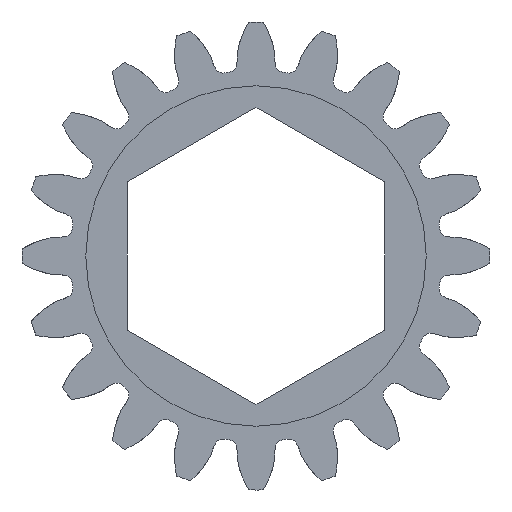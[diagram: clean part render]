
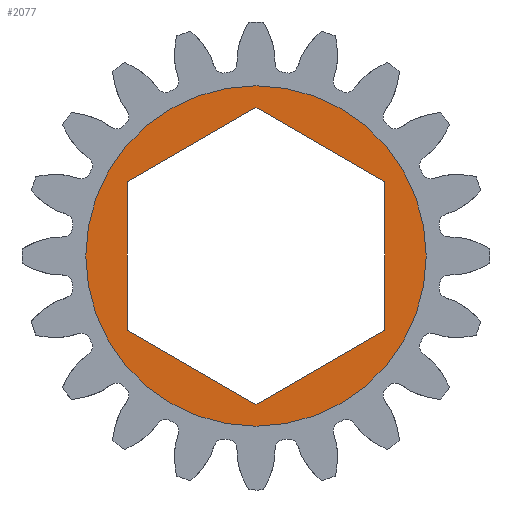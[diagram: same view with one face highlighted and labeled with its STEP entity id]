
A CAD part, left-side view. The second image highlights one B-rep face of the part: STEP entity #2077.
In plain terms, the highlighted planar face has unit normal (-1, 0, 0).
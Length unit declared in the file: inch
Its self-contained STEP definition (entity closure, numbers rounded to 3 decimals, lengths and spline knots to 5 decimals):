
#60 = CARTESIAN_POINT ( 'NONE',  ( -0.249, 0., 0.21824 ) ) ;
#94 = DIRECTION ( 'NONE',  ( 1., 0., 0. ) ) ;
#105 = CIRCLE ( 'NONE', #6783, 0.25 ) ;
#225 = CIRCLE ( 'NONE', #5461, 0.25 ) ;
#416 = DIRECTION ( 'NONE',  ( 0., 0., -1. ) ) ;
#470 = VERTEX_POINT ( 'NONE', #7986 ) ;
#637 = EDGE_CURVE ( 'NONE', #470, #5935, #7387, .T. ) ;
#654 = VECTOR ( 'NONE', #7768, 39.37008 ) ;
#794 = VERTEX_POINT ( 'NONE', #2246 ) ;
#873 = FACE_OUTER_BOUND ( 'NONE', #3364, .T. ) ;
#961 = VERTEX_POINT ( 'NONE', #3937 ) ;
#1003 = VERTEX_POINT ( 'NONE', #7555 ) ;
#1030 = ORIENTED_EDGE ( 'NONE', *, *, #5291, .T. ) ;
#1047 = ORIENTED_EDGE ( 'NONE', *, *, #1273, .T. ) ;
#1230 = VECTOR ( 'NONE', #2221, 39.37008 ) ;
#1273 = EDGE_CURVE ( 'NONE', #7886, #470, #2079, .T. ) ;
#1314 = FACE_BOUND ( 'NONE', #6139, .T. ) ;
#1382 = ORIENTED_EDGE ( 'NONE', *, *, #637, .T. ) ;
#1415 = CARTESIAN_POINT ( 'NONE',  ( -0.249, -0.189, -0.10912 ) ) ;
#1478 = CARTESIAN_POINT ( 'NONE',  ( -0.249, 0., 0. ) ) ;
#1489 = CARTESIAN_POINT ( 'NONE',  ( -0.249, 0., -0.25 ) ) ;
#1563 = VERTEX_POINT ( 'NONE', #1489 ) ;
#1702 = EDGE_CURVE ( 'NONE', #794, #1563, #105, .T. ) ;
#2006 = ORIENTED_EDGE ( 'NONE', *, *, #5479, .T. ) ;
#2077 = ADVANCED_FACE ( 'NONE', ( #1314, #873 ), #7151, .F. ) ;
#2079 = LINE ( 'NONE', #3712, #7047 ) ;
#2205 = EDGE_CURVE ( 'NONE', #1003, #961, #5290, .T. ) ;
#2221 = DIRECTION ( 'NONE',  ( 0., 0., 1. ) ) ;
#2244 = DIRECTION ( 'NONE',  ( 0., -0.866, -0.5 ) ) ;
#2246 = CARTESIAN_POINT ( 'NONE',  ( -0.249, 0., 0.25 ) ) ;
#2344 = CARTESIAN_POINT ( 'NONE',  ( -0.249, 0.189, 0.10912 ) ) ;
#2719 = CARTESIAN_POINT ( 'NONE',  ( -0.249, 0., -0.21824 ) ) ;
#2874 = VECTOR ( 'NONE', #8841, 39.37008 ) ;
#2911 = ORIENTED_EDGE ( 'NONE', *, *, #4742, .T. ) ;
#2944 = DIRECTION ( 'NONE',  ( 0., 0., -1. ) ) ;
#3364 = EDGE_LOOP ( 'NONE', ( #5573, #9008 ) ) ;
#3712 = CARTESIAN_POINT ( 'NONE',  ( -0.249, -0.189, 0.10912 ) ) ;
#3713 = DIRECTION ( 'NONE',  ( -1., 0., 0. ) ) ;
#3748 = CARTESIAN_POINT ( 'NONE',  ( -0.249, 0., -0.21824 ) ) ;
#3859 = CARTESIAN_POINT ( 'NONE',  ( -0.249, 0., 0. ) ) ;
#3937 = CARTESIAN_POINT ( 'NONE',  ( -0.249, 0., 0.21824 ) ) ;
#4446 = CARTESIAN_POINT ( 'NONE',  ( -0.249, 0., 0. ) ) ;
#4545 = ORIENTED_EDGE ( 'NONE', *, *, #2205, .T. ) ;
#4653 = VERTEX_POINT ( 'NONE', #6859 ) ;
#4742 = EDGE_CURVE ( 'NONE', #4653, #1003, #4868, .T. ) ;
#4868 = LINE ( 'NONE', #6417, #1230 ) ;
#5290 = LINE ( 'NONE', #2344, #2874 ) ;
#5291 = EDGE_CURVE ( 'NONE', #961, #7886, #6220, .T. ) ;
#5373 = DIRECTION ( 'NONE',  ( -1., 0., 0. ) ) ;
#5461 = AXIS2_PLACEMENT_3D ( 'NONE', #4446, #3713, #8607 ) ;
#5479 = EDGE_CURVE ( 'NONE', #5935, #4653, #6658, .T. ) ;
#5573 = ORIENTED_EDGE ( 'NONE', *, *, #1702, .T. ) ;
#5877 = CARTESIAN_POINT ( 'NONE',  ( -0.249, -0.189, 0.10912 ) ) ;
#5906 = DIRECTION ( 'NONE',  ( 0., 0., -1. ) ) ;
#5935 = VERTEX_POINT ( 'NONE', #3748 ) ;
#6000 = VECTOR ( 'NONE', #2244, 39.37008 ) ;
#6139 = EDGE_LOOP ( 'NONE', ( #1382, #2006, #2911, #4545, #1030, #1047 ) ) ;
#6220 = LINE ( 'NONE', #60, #6000 ) ;
#6417 = CARTESIAN_POINT ( 'NONE',  ( -0.249, 0.189, -0.10912 ) ) ;
#6658 = LINE ( 'NONE', #2719, #7645 ) ;
#6783 = AXIS2_PLACEMENT_3D ( 'NONE', #3859, #5373, #416 ) ;
#6859 = CARTESIAN_POINT ( 'NONE',  ( -0.249, 0.189, -0.10912 ) ) ;
#7023 = AXIS2_PLACEMENT_3D ( 'NONE', #1478, #94, #2944 ) ;
#7047 = VECTOR ( 'NONE', #5906, 39.37008 ) ;
#7151 = PLANE ( 'NONE',  #7023 ) ;
#7387 = LINE ( 'NONE', #1415, #654 ) ;
#7555 = CARTESIAN_POINT ( 'NONE',  ( -0.249, 0.189, 0.10912 ) ) ;
#7645 = VECTOR ( 'NONE', #9020, 39.37008 ) ;
#7768 = DIRECTION ( 'NONE',  ( 0., 0.866, -0.5 ) ) ;
#7849 = EDGE_CURVE ( 'NONE', #1563, #794, #225, .T. ) ;
#7886 = VERTEX_POINT ( 'NONE', #5877 ) ;
#7986 = CARTESIAN_POINT ( 'NONE',  ( -0.249, -0.189, -0.10912 ) ) ;
#8607 = DIRECTION ( 'NONE',  ( 0., 0., -1. ) ) ;
#8841 = DIRECTION ( 'NONE',  ( 0., -0.866, 0.5 ) ) ;
#9008 = ORIENTED_EDGE ( 'NONE', *, *, #7849, .T. ) ;
#9020 = DIRECTION ( 'NONE',  ( 0., 0.866, 0.5 ) ) ;
